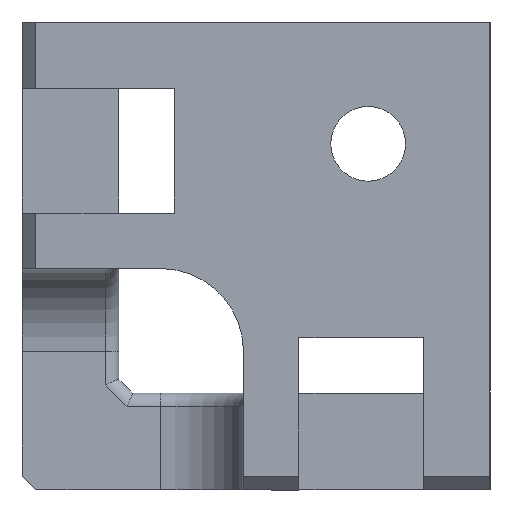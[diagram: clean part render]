
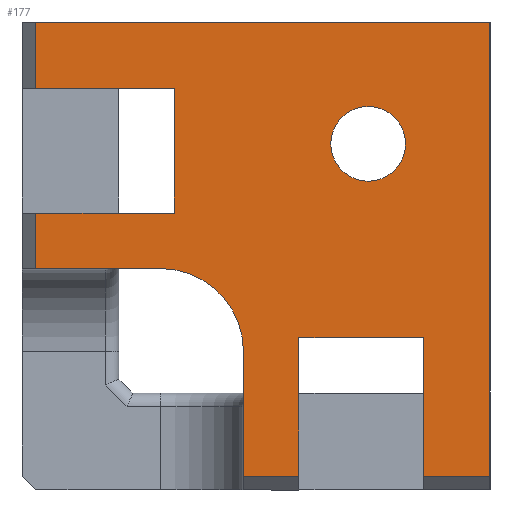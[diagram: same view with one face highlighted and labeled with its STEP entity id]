
A CAD part, left-side view. The second image highlights one B-rep face of the part: STEP entity #177.
In plain terms, the highlighted planar face has unit normal (-1, 0, 0).
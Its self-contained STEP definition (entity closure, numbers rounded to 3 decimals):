
#177=ADVANCED_FACE('',(#547,#548),#234,.F.);
#234=PLANE('',#1283);
#283=LINE('',#1713,#421);
#284=LINE('',#1716,#422);
#285=LINE('',#1718,#423);
#286=LINE('',#1720,#424);
#287=LINE('',#1722,#425);
#288=LINE('',#1724,#426);
#289=LINE('',#1726,#427);
#290=LINE('',#1730,#428);
#291=LINE('',#1732,#429);
#292=LINE('',#1734,#430);
#293=LINE('',#1736,#431);
#294=LINE('',#1738,#432);
#295=LINE('',#1740,#433);
#296=LINE('',#1742,#434);
#421=VECTOR('',#1387,1.);
#422=VECTOR('',#1388,1.);
#423=VECTOR('',#1389,1.);
#424=VECTOR('',#1390,1.);
#425=VECTOR('',#1391,1.);
#426=VECTOR('',#1392,1.);
#427=VECTOR('',#1393,1.);
#428=VECTOR('',#1396,1.);
#429=VECTOR('',#1397,1.);
#430=VECTOR('',#1398,1.);
#431=VECTOR('',#1399,1.);
#432=VECTOR('',#1400,1.);
#433=VECTOR('',#1401,1.);
#434=VECTOR('',#1402,1.);
#547=FACE_BOUND('',#571,.T.);
#548=FACE_BOUND('',#572,.T.);
#571=EDGE_LOOP('',(#654,#655,#656,#657,#658,#659,#660,#661,#662,#663,#664,
#665,#666,#667,#668));
#572=EDGE_LOOP('',(#669));
#654=ORIENTED_EDGE('',*,*,#1101,.F.);
#655=ORIENTED_EDGE('',*,*,#1102,.T.);
#656=ORIENTED_EDGE('',*,*,#1103,.T.);
#657=ORIENTED_EDGE('',*,*,#1104,.T.);
#658=ORIENTED_EDGE('',*,*,#1105,.T.);
#659=ORIENTED_EDGE('',*,*,#1106,.T.);
#660=ORIENTED_EDGE('',*,*,#1107,.F.);
#661=ORIENTED_EDGE('',*,*,#1108,.T.);
#662=ORIENTED_EDGE('',*,*,#1109,.F.);
#663=ORIENTED_EDGE('',*,*,#1110,.T.);
#664=ORIENTED_EDGE('',*,*,#1111,.F.);
#665=ORIENTED_EDGE('',*,*,#1112,.F.);
#666=ORIENTED_EDGE('',*,*,#1113,.F.);
#667=ORIENTED_EDGE('',*,*,#1114,.T.);
#668=ORIENTED_EDGE('',*,*,#1115,.F.);
#669=ORIENTED_EDGE('',*,*,#1116,.F.);
#990=VERTEX_POINT('',#1714);
#991=VERTEX_POINT('',#1715);
#992=VERTEX_POINT('',#1717);
#993=VERTEX_POINT('',#1719);
#994=VERTEX_POINT('',#1721);
#995=VERTEX_POINT('',#1723);
#996=VERTEX_POINT('',#1725);
#997=VERTEX_POINT('',#1727);
#998=VERTEX_POINT('',#1729);
#999=VERTEX_POINT('',#1731);
#1000=VERTEX_POINT('',#1733);
#1001=VERTEX_POINT('',#1735);
#1002=VERTEX_POINT('',#1737);
#1003=VERTEX_POINT('',#1739);
#1004=VERTEX_POINT('',#1741);
#1005=VERTEX_POINT('',#1744);
#1101=EDGE_CURVE('',#990,#991,#283,.T.);
#1102=EDGE_CURVE('',#990,#992,#284,.T.);
#1103=EDGE_CURVE('',#992,#993,#285,.T.);
#1104=EDGE_CURVE('',#993,#994,#286,.T.);
#1105=EDGE_CURVE('',#994,#995,#287,.T.);
#1106=EDGE_CURVE('',#995,#996,#288,.T.);
#1107=EDGE_CURVE('',#997,#996,#289,.T.);
#1108=EDGE_CURVE('',#997,#998,#1255,.T.);
#1109=EDGE_CURVE('',#999,#998,#290,.T.);
#1110=EDGE_CURVE('',#999,#1000,#291,.T.);
#1111=EDGE_CURVE('',#1001,#1000,#292,.T.);
#1112=EDGE_CURVE('',#1002,#1001,#293,.T.);
#1113=EDGE_CURVE('',#1003,#1002,#294,.T.);
#1114=EDGE_CURVE('',#1003,#1004,#295,.T.);
#1115=EDGE_CURVE('',#991,#1004,#296,.T.);
#1116=EDGE_CURVE('',#1005,#1005,#1256,.T.);
#1255=CIRCLE('',#1281,3.);
#1256=CIRCLE('',#1282,1.35);
#1281=AXIS2_PLACEMENT_3D('',#1728,#1394,#1395);
#1282=AXIS2_PLACEMENT_3D('',#1743,#1403,#1404);
#1283=AXIS2_PLACEMENT_3D('',#1745,#1405,#1406);
#1387=DIRECTION('',(0.,-1.,0.));
#1388=DIRECTION('',(0.,0.,-1.));
#1389=DIRECTION('',(0.,-1.,0.));
#1390=DIRECTION('',(0.,0.,-1.));
#1391=DIRECTION('',(0.,1.,0.));
#1392=DIRECTION('',(0.,0.,-1.));
#1393=DIRECTION('',(0.,1.,0.));
#1394=DIRECTION('',(1.,0.,0.));
#1395=DIRECTION('',(0.,1.,0.));
#1396=DIRECTION('',(0.,0.,1.));
#1397=DIRECTION('',(0.,-1.,0.));
#1398=DIRECTION('',(0.,0.,-1.));
#1399=DIRECTION('',(0.,1.,0.));
#1400=DIRECTION('',(0.,0.,1.));
#1401=DIRECTION('',(0.,-1.,0.));
#1402=DIRECTION('',(0.,0.,-1.));
#1403=DIRECTION('',(-1.,0.,0.));
#1404=DIRECTION('',(0.,-1.,0.));
#1405=DIRECTION('',(1.,0.,0.));
#1406=DIRECTION('',(0.,1.,0.));
#1713=CARTESIAN_POINT('',(0.,16.9,16.9));
#1714=CARTESIAN_POINT('',(0.,16.4,16.9));
#1715=CARTESIAN_POINT('',(0.,0.,16.9));
#1716=CARTESIAN_POINT('',(0.,16.4,16.9));
#1717=CARTESIAN_POINT('',(0.,16.4,14.5));
#1718=CARTESIAN_POINT('',(0.,16.9,14.5));
#1719=CARTESIAN_POINT('',(0.,11.4,14.5));
#1720=CARTESIAN_POINT('',(0.,11.4,14.5));
#1721=CARTESIAN_POINT('',(0.,11.4,10.));
#1722=CARTESIAN_POINT('',(0.,11.4,10.));
#1723=CARTESIAN_POINT('',(0.,16.4,10.));
#1724=CARTESIAN_POINT('',(0.,16.4,16.9));
#1725=CARTESIAN_POINT('',(0.,16.4,8.));
#1726=CARTESIAN_POINT('',(0.,8.9,8.));
#1727=CARTESIAN_POINT('',(0.,11.9,8.));
#1728=CARTESIAN_POINT('',(0.,11.9,5.));
#1729=CARTESIAN_POINT('',(0.,8.9,5.));
#1730=CARTESIAN_POINT('',(0.,8.9,0.));
#1731=CARTESIAN_POINT('',(0.,8.9,0.5));
#1732=CARTESIAN_POINT('',(0.,16.9,0.5));
#1733=CARTESIAN_POINT('',(0.,6.9,0.5));
#1734=CARTESIAN_POINT('',(0.,6.9,5.5));
#1735=CARTESIAN_POINT('',(0.,6.9,5.5));
#1736=CARTESIAN_POINT('',(0.,2.4,5.5));
#1737=CARTESIAN_POINT('',(0.,2.4,5.5));
#1738=CARTESIAN_POINT('',(0.,2.4,0.));
#1739=CARTESIAN_POINT('',(0.,2.4,0.5));
#1740=CARTESIAN_POINT('',(0.,16.9,0.5));
#1741=CARTESIAN_POINT('',(0.,0.,0.5));
#1742=CARTESIAN_POINT('',(0.,0.,16.9));
#1743=CARTESIAN_POINT('',(0.,4.4,12.5));
#1744=CARTESIAN_POINT('',(0.,3.05,12.5));
#1745=CARTESIAN_POINT('',(0.,16.9,16.9));
